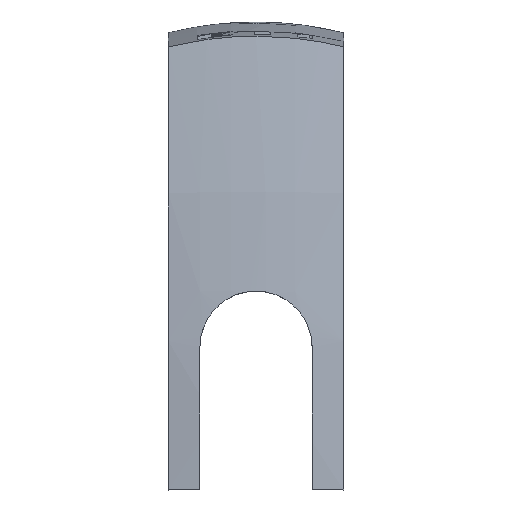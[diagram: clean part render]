
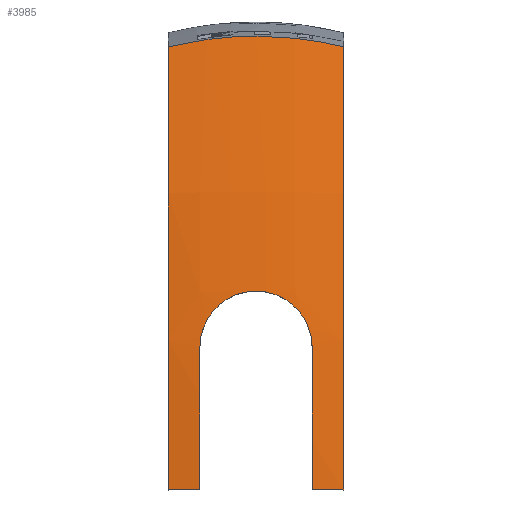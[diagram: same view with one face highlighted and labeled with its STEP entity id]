
A CAD part, front view. The second image highlights one B-rep face of the part: STEP entity #3985.
In plain terms, the highlighted toroidal (fillet/blend) face has major radius 99 mm and minor radius 75 mm.
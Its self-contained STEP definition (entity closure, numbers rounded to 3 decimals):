
#1499=CARTESIAN_POINT('',(37.5,119.043,5.621));
#1500=DIRECTION('',(-1.,0.,0.));
#1501=DIRECTION('',(0.,-1.,0.026));
#1502=AXIS2_PLACEMENT_3D('',#1499,#1500,#1501);
#1546=CARTESIAN_POINT('',(34.8,-54.746,10.061));
#1547=CARTESIAN_POINT('',(35.1,-54.727,10.061));
#1548=CARTESIAN_POINT('',(35.701,-54.685,10.059));
#1549=CARTESIAN_POINT('',(36.601,-54.611,10.061));
#1550=CARTESIAN_POINT('',(37.2,-54.554,10.059));
#1551=CARTESIAN_POINT('',(37.5,-54.524,10.059));
#2356=CARTESIAN_POINT('',(22.5,-49.343,47.947));
#2357=CARTESIAN_POINT('',(23.32,-49.377,48.149));
#2358=CARTESIAN_POINT('',(24.97,-49.435,48.484));
#2359=CARTESIAN_POINT('',(27.48,-49.488,48.787));
#2360=CARTESIAN_POINT('',(29.159,-49.5,48.855));
#2361=CARTESIAN_POINT('',(29.999,-49.5,48.855));
#2366=CARTESIAN_POINT('',(29.999,-49.5,48.855));
#2367=CARTESIAN_POINT('',(30.841,-49.5,48.855));
#2368=CARTESIAN_POINT('',(32.52,-49.488,48.787));
#2369=CARTESIAN_POINT('',(35.03,-49.435,48.484));
#2370=CARTESIAN_POINT('',(36.68,-49.377,48.148));
#2371=CARTESIAN_POINT('',(37.5,-49.343,47.947));
#2419=CARTESIAN_POINT('',(22.5,119.043,5.621));
#2420=DIRECTION('',(1.,0.,0.));
#2421=DIRECTION('',(0.,-0.97,0.244));
#2422=AXIS2_PLACEMENT_3D('',#2419,#2420,#2421);
#2462=CARTESIAN_POINT('',(22.5,-54.524,10.059));
#2463=CARTESIAN_POINT('',(22.8,-54.554,10.059));
#2464=CARTESIAN_POINT('',(23.399,-54.611,10.061));
#2465=CARTESIAN_POINT('',(24.299,-54.685,10.059));
#2466=CARTESIAN_POINT('',(24.9,-54.727,10.061));
#2467=CARTESIAN_POINT('',(25.2,-54.746,10.061));
#2504=CARTESIAN_POINT('',(25.2,119.043,5.621));
#2505=DIRECTION('',(-1.,0.,0.));
#2506=DIRECTION('',(0.,-1.,0.026));
#2507=AXIS2_PLACEMENT_3D('',#2504,#2505,#2506);
#2519=CARTESIAN_POINT('',(25.2,-54.005,22.26));
#2520=CARTESIAN_POINT('',(25.2,-53.978,22.54));
#2521=CARTESIAN_POINT('',(25.249,-53.926,23.099));
#2522=CARTESIAN_POINT('',(25.467,-53.856,23.912));
#2523=CARTESIAN_POINT('',(25.822,-53.794,24.672));
#2524=CARTESIAN_POINT('',(26.305,-53.743,25.363));
#2525=CARTESIAN_POINT('',(26.901,-53.701,25.957));
#2526=CARTESIAN_POINT('',(27.59,-53.669,26.439));
#2527=CARTESIAN_POINT('',(28.352,-53.647,26.794));
#2528=CARTESIAN_POINT('',(29.164,-53.634,27.011));
#2529=CARTESIAN_POINT('',(29.721,-53.631,27.06));
#2530=CARTESIAN_POINT('',(30.,-53.631,27.06));
#2535=CARTESIAN_POINT('',(30.,-53.631,27.06));
#2536=CARTESIAN_POINT('',(30.279,-53.631,27.06));
#2537=CARTESIAN_POINT('',(30.838,-53.634,27.011));
#2538=CARTESIAN_POINT('',(31.651,-53.647,26.793));
#2539=CARTESIAN_POINT('',(32.413,-53.669,26.438));
#2540=CARTESIAN_POINT('',(33.1,-53.701,25.957));
#2541=CARTESIAN_POINT('',(33.694,-53.742,25.363));
#2542=CARTESIAN_POINT('',(34.178,-53.795,24.672));
#2543=CARTESIAN_POINT('',(34.533,-53.856,23.912));
#2544=CARTESIAN_POINT('',(34.751,-53.926,23.099));
#2545=CARTESIAN_POINT('',(34.8,-53.978,22.54));
#2546=CARTESIAN_POINT('',(34.8,-54.005,22.26));
#2590=CARTESIAN_POINT('',(34.8,119.043,5.621));
#2591=DIRECTION('',(1.,0.,0.));
#2592=DIRECTION('',(0.,-0.995,0.096));
#2593=AXIS2_PLACEMENT_3D('',#2590,#2591,#2592);
#3387=CARTESIAN_POINT('',(37.5,-54.524,10.059));
#3388=VERTEX_POINT('',#3387);
#3389=CARTESIAN_POINT('',(37.5,-49.343,47.947));
#3390=VERTEX_POINT('',#3389);
#3399=CARTESIAN_POINT('',(34.8,-54.746,10.061));
#3400=VERTEX_POINT('',#3399);
#3435=VERTEX_POINT('',#2366);
#3436=VERTEX_POINT('',#2356);
#3442=CARTESIAN_POINT('',(22.5,-54.524,10.06));
#3443=VERTEX_POINT('',#3442);
#3444=CARTESIAN_POINT('',(34.8,-54.005,22.26));
#3445=VERTEX_POINT('',#3444);
#3446=VERTEX_POINT('',#2535);
#3447=VERTEX_POINT('',#2519);
#3448=CARTESIAN_POINT('',(25.2,-54.746,10.06));
#3449=VERTEX_POINT('',#3448);
#3962=CARTESIAN_POINT('',(30.,119.043,5.621));
#3963=DIRECTION('',(1.,0.,0.));
#3964=DIRECTION('',(0.,1.,0.));
#3965=AXIS2_PLACEMENT_3D('',#3962,#3963,#3964);
#3966=TOROIDAL_SURFACE('',#3965,99.,75.);
#3968=ORIENTED_EDGE('',*,*,#3967,.F.);
#3969=ORIENTED_EDGE('',*,*,#3837,.T.);
#3970=ORIENTED_EDGE('',*,*,#3835,.T.);
#3971=ORIENTED_EDGE('',*,*,#3667,.F.);
#3972=ORIENTED_EDGE('',*,*,#3692,.F.);
#3974=ORIENTED_EDGE('',*,*,#3973,.F.);
#3976=ORIENTED_EDGE('',*,*,#3975,.F.);
#3978=ORIENTED_EDGE('',*,*,#3977,.F.);
#3980=ORIENTED_EDGE('',*,*,#3979,.F.);
#3982=ORIENTED_EDGE('',*,*,#3981,.F.);
#3983=EDGE_LOOP('',(#3968,#3969,#3970,#3971,#3972,#3974,#3976,#3978,#3980,
#3982));
#3984=FACE_OUTER_BOUND('',#3983,.F.);
#1503=CIRCLE('',#1502,173.624);
#1552=B_SPLINE_CURVE_WITH_KNOTS('',3,(#1546,#1547,#1548,#1549,#1550,#1551),
.UNSPECIFIED.,.F.,.F.,(4,1,1,4),(0.,0.333,0.667,1.),
.UNSPECIFIED.);
#2362=B_SPLINE_CURVE_WITH_KNOTS('',3,(#2356,#2357,#2358,#2359,#2360,#2361),
.UNSPECIFIED.,.F.,.F.,(4,1,1,4),(0.,0.333,0.667,1.),
.UNSPECIFIED.);
#2372=B_SPLINE_CURVE_WITH_KNOTS('',3,(#2366,#2367,#2368,#2369,#2370,#2371),
.UNSPECIFIED.,.F.,.F.,(4,1,1,4),(0.,0.333,0.667,1.),
.UNSPECIFIED.);
#2423=CIRCLE('',#2422,173.624);
#2468=B_SPLINE_CURVE_WITH_KNOTS('',3,(#2462,#2463,#2464,#2465,#2466,#2467),
.UNSPECIFIED.,.F.,.F.,(4,1,1,4),(0.,0.333,0.667,1.),
.UNSPECIFIED.);
#2508=CIRCLE('',#2507,173.846);
#2531=B_SPLINE_CURVE_WITH_KNOTS('',3,(#2519,#2520,#2521,#2522,#2523,#2524,#2525,
#2526,#2527,#2528,#2529,#2530),.UNSPECIFIED.,.F.,.F.,(4,1,1,1,1,1,1,1,1,4),
(0.,0.111,0.222,0.333,0.444,
0.556,0.667,0.778,0.889,1.),
.UNSPECIFIED.);
#2547=B_SPLINE_CURVE_WITH_KNOTS('',3,(#2535,#2536,#2537,#2538,#2539,#2540,#2541,
#2542,#2543,#2544,#2545,#2546),.UNSPECIFIED.,.F.,.F.,(4,1,1,1,1,1,1,1,1,4),
(0.,0.111,0.222,0.333,0.444,
0.556,0.667,0.778,0.889,1.),
.UNSPECIFIED.);
#2594=CIRCLE('',#2593,173.846);
#3667=EDGE_CURVE('',#3388,#3390,#1503,.T.);
#3692=EDGE_CURVE('',#3400,#3388,#1552,.T.);
#3835=EDGE_CURVE('',#3435,#3390,#2372,.T.);
#3837=EDGE_CURVE('',#3436,#3435,#2362,.T.);
#3967=EDGE_CURVE('',#3436,#3443,#2423,.T.);
#3973=EDGE_CURVE('',#3445,#3400,#2594,.T.);
#3975=EDGE_CURVE('',#3446,#3445,#2547,.T.);
#3977=EDGE_CURVE('',#3447,#3446,#2531,.T.);
#3979=EDGE_CURVE('',#3449,#3447,#2508,.T.);
#3981=EDGE_CURVE('',#3443,#3449,#2468,.T.);
#3985=ADVANCED_FACE('',(#3984),#3966,.T.);
